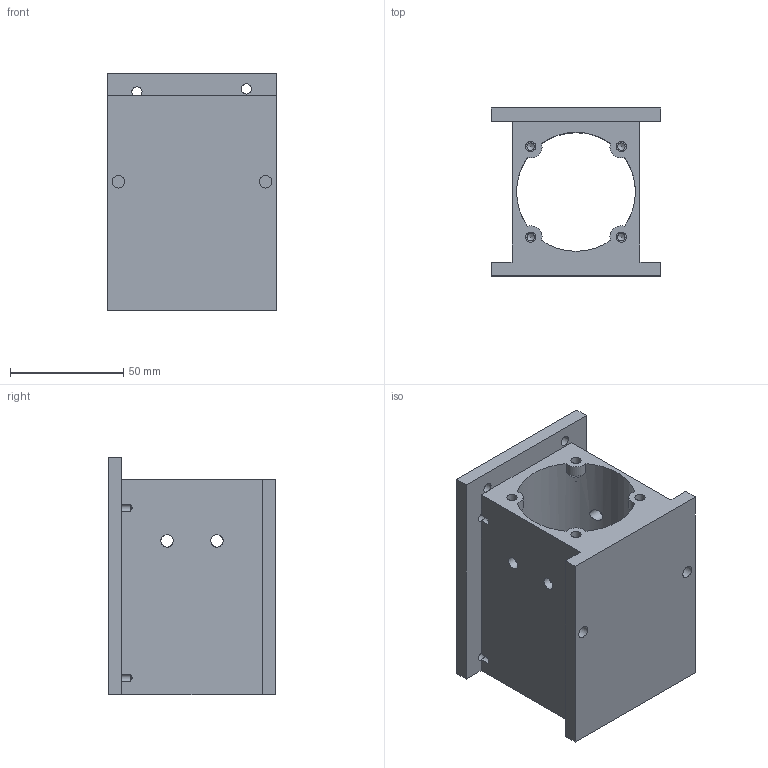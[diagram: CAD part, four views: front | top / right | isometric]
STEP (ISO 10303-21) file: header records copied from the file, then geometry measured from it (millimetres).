
FILE_DESCRIPTION(/* description */ ('STEP AP242','CAx-IF Rec.Pracs.---Representation and Presentation of Product Manufacturing Information (PMI)---4.0---2014-10-13','CAx-IF Rec.Pracs.---3D Tessellated Geometry---0.4---2014-09-14','2;1'),/* implementation_level */ '2;1');
FILE_NAME(/* name */ '68a29f0e080210330c7a8417',/* time_stamp */ '2025-08-18T03:33:35Z',/* author */ (''),/* organization */ (''),/* preprocessor_version */ 'ST-DEVELOPER v20',/* originating_system */ 'ONSHAPE BY PTC INC, 1.202',/* authorisation */ ' ');
FILE_SCHEMA (('AP242_MANAGED_MODEL_BASED_3D_ENGINEERING_MIM_LF { 1 0 10303 442 1 1 4 }'));
Length unit declared in the file: metre
Products named in the file (1): CentralHolder
Bounding box: 75 x 74 x 105 mm (x, y, z)
Volume: 214714.4 mm3; surface area: 55766.8 mm2
Topology: 1 solids, 1 shells, 80 faces, 229 edges, 150 vertices
Faces by surface type: cylinder 37, plane 27, cone 16
Full cylindrical faces by diameter (mm): 3.3 x4, 4.5 x18, 5.5 x6, 52.5 x1
Entity records: 2344 total; most frequent: CARTESIAN_POINT 479, DIRECTION 384, ORIENTED_EDGE 312, AXIS2_PLACEMENT_3D 159, FACE_BOUND 158, EDGE_CURVE 156, EDGE_LOOP 146, VERTEX_POINT 130
